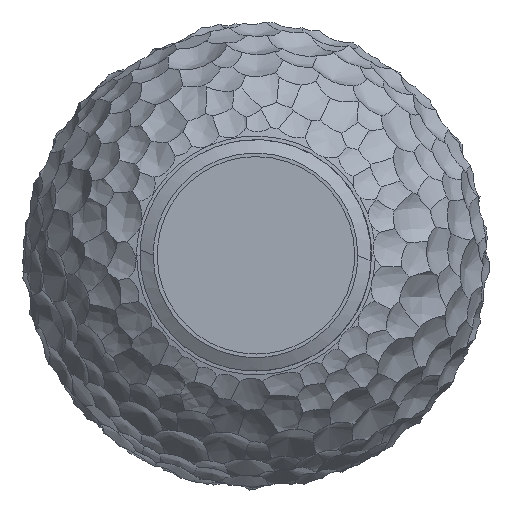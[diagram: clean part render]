
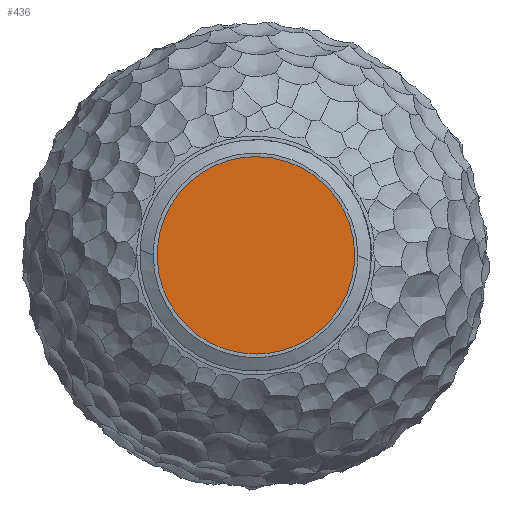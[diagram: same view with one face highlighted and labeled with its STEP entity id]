
A CAD part, top view. The second image highlights one B-rep face of the part: STEP entity #436.
In plain terms, the highlighted planar face has unit normal (0, 0, 1).
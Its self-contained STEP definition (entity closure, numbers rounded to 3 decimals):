
#436=ADVANCED_FACE($,(#862),#6338,.T.);
#862=FACE_OUTER_BOUND($,#1290,.T.);
#1290=EDGE_LOOP($,(#3788,#3789));
#3788=ORIENTED_EDGE($,*,*,#5070,.F.);
#3789=ORIENTED_EDGE($,*,*,#5059,.F.);
#5059=EDGE_CURVE($,#5904,#5911,#6361,.T.);
#5070=EDGE_CURVE($,#5911,#5904,#6368,.T.);
#5904=VERTEX_POINT($,#33210);
#5911=VERTEX_POINT($,#33217);
#6338=PLANE($,#7690);
#6361=(
BOUNDED_CURVE()
B_SPLINE_CURVE(2,(#33035,#33036,#33037,#33038,#33039),.UNSPECIFIED.,.F.,
.F.)
B_SPLINE_CURVE_WITH_KNOTS((3,2,3),(-201.062,-150.796,-100.531),
.UNSPECIFIED.)
CURVE()
GEOMETRIC_REPRESENTATION_ITEM()
RATIONAL_B_SPLINE_CURVE((1.,0.707,1.,0.707,1.))
REPRESENTATION_ITEM($)
);
#6368=(
BOUNDED_CURVE()
B_SPLINE_CURVE(2,(#33079,#33080,#33081,#33082,#33083),.UNSPECIFIED.,.F.,
.F.)
B_SPLINE_CURVE_WITH_KNOTS((3,2,3),(-100.531,-50.265,0.),
.UNSPECIFIED.)
CURVE()
GEOMETRIC_REPRESENTATION_ITEM()
RATIONAL_B_SPLINE_CURVE((1.,0.707,1.,0.707,1.))
REPRESENTATION_ITEM($)
);
#7690=AXIS2_PLACEMENT_3D($,#33133,#7698,$);
#7698=DIRECTION($,(0.,0.,1.));
#33035=CARTESIAN_POINT($,(-0.117,-32.,0.));
#33036=CARTESIAN_POINT($,(-32.117,-32.117,0.));
#33037=CARTESIAN_POINT($,(-32.234,-0.117,0.));
#33038=CARTESIAN_POINT($,(-32.351,31.883,0.));
#33039=CARTESIAN_POINT($,(-0.351,32.,0.));
#33079=CARTESIAN_POINT($,(-0.351,32.,0.));
#33080=CARTESIAN_POINT($,(31.649,32.117,0.));
#33081=CARTESIAN_POINT($,(31.766,0.117,0.));
#33082=CARTESIAN_POINT($,(31.883,-31.883,0.));
#33083=CARTESIAN_POINT($,(-0.117,-32.,0.));
#33133=CARTESIAN_POINT($,(-32.351,31.883,0.));
#33210=CARTESIAN_POINT($,(-0.117,-32.,0.));
#33217=CARTESIAN_POINT($,(-0.351,32.,0.));
